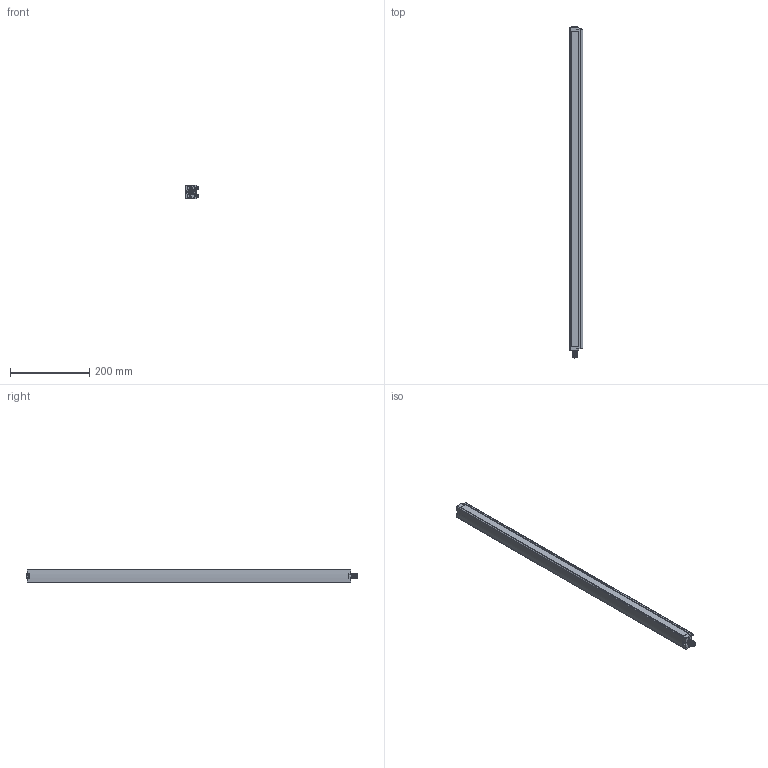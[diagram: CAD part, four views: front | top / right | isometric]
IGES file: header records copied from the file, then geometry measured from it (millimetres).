
Start section:  PTC IGES file: 139581.igs
Global section: file name: 139581.igs; native system: Pro/ENGINEER by Parametric Technology Corporation; preprocessor: 2006170; author: banengservice; organization: Unknown; date: 20080716.115301; units: inch
Bounding box: 33.69 x 836.8 x 34.8 mm (x, y, z)
Volume: 359145.2 mm3; surface area: 252412.8 mm2
Topology: 1 solids, 1 shells, 783 faces, 2066 edges, 1296 vertices
Faces by surface type: revolution 408, bspline 375
